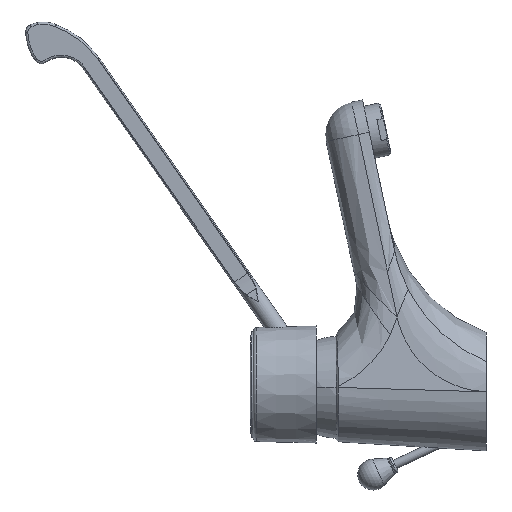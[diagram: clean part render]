
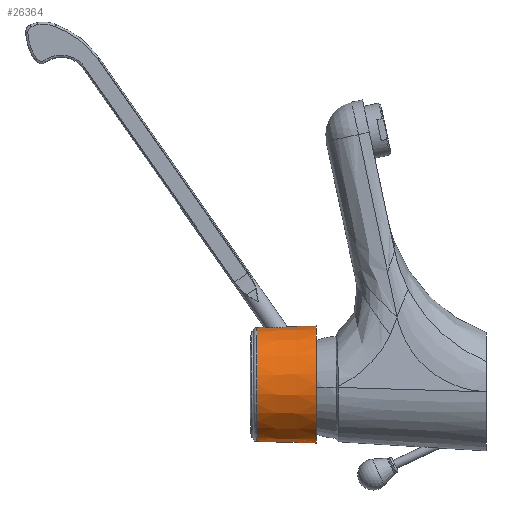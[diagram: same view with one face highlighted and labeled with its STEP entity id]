
A CAD part, left-side view. The second image highlights one B-rep face of the part: STEP entity #26364.
In plain terms, the highlighted conical face has half-angle 1.507 degrees and reference radius 26.144 mm.
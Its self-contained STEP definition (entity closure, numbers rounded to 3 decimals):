
#4536=CARTESIAN_POINT('',(0.,104.039,3.3));
#4537=DIRECTION('',(0.,1.,0.));
#4538=DIRECTION('',(0.,0.,-1.));
#4539=AXIS2_PLACEMENT_3D('',#4536,#4537,#4538);
#4541=CARTESIAN_POINT('',(0.,100.537,
29.181));
#4542=CARTESIAN_POINT('',(-0.069,100.537,
29.181));
#4543=CARTESIAN_POINT('',(-0.208,100.533,
29.18));
#4544=CARTESIAN_POINT('',(-0.416,100.513,
29.178));
#4545=CARTESIAN_POINT('',(-0.625,100.48,
29.175));
#4546=CARTESIAN_POINT('',(-0.832,100.434,
29.17));
#4547=CARTESIAN_POINT('',(-1.04,100.374,29.164));
#4548=CARTESIAN_POINT('',(-1.249,100.3,29.157));
#4549=CARTESIAN_POINT('',(-1.456,100.211,29.148));
#4550=CARTESIAN_POINT('',(-1.663,100.107,29.139));
#4551=CARTESIAN_POINT('',(-1.87,99.988,29.128));
#4552=CARTESIAN_POINT('',(-2.075,99.852,29.116));
#4553=CARTESIAN_POINT('',(-2.278,99.7,29.103));
#4554=CARTESIAN_POINT('',(-2.478,99.53,29.089));
#4555=CARTESIAN_POINT('',(-2.675,99.344,29.074));
#4556=CARTESIAN_POINT('',(-2.867,99.14,29.059));
#4557=CARTESIAN_POINT('',(-3.053,98.918,29.043));
#4558=CARTESIAN_POINT('',(-3.232,98.68,29.028));
#4559=CARTESIAN_POINT('',(-3.401,98.425,29.012));
#4560=CARTESIAN_POINT('',(-3.561,98.154,28.998));
#4561=CARTESIAN_POINT('',(-3.71,97.869,28.984));
#4562=CARTESIAN_POINT('',(-3.846,97.571,28.972));
#4563=CARTESIAN_POINT('',(-3.967,97.261,28.962));
#4564=CARTESIAN_POINT('',(-4.073,96.942,28.954));
#4565=CARTESIAN_POINT('',(-4.163,96.616,28.948));
#4566=CARTESIAN_POINT('',(-4.236,96.285,28.945));
#4567=CARTESIAN_POINT('',(-4.292,95.95,28.945));
#4568=CARTESIAN_POINT('',(-4.329,95.616,28.947));
#4569=CARTESIAN_POINT('',(-4.349,95.282,28.953));
#4570=CARTESIAN_POINT('',(-4.352,94.951,28.961));
#4571=CARTESIAN_POINT('',(-4.337,94.625,28.972));
#4572=CARTESIAN_POINT('',(-4.305,94.306,28.986));
#4573=CARTESIAN_POINT('',(-4.257,93.994,29.003));
#4574=CARTESIAN_POINT('',(-4.193,93.691,29.021));
#4575=CARTESIAN_POINT('',(-4.115,93.398,29.042));
#4576=CARTESIAN_POINT('',(-4.022,93.115,29.064));
#4577=CARTESIAN_POINT('',(-3.916,92.843,29.087));
#4578=CARTESIAN_POINT('',(-3.797,92.583,29.112));
#4579=CARTESIAN_POINT('',(-3.666,92.334,29.138));
#4580=CARTESIAN_POINT('',(-3.524,92.098,29.164));
#4581=CARTESIAN_POINT('',(-3.372,91.874,29.19));
#4582=CARTESIAN_POINT('',(-3.209,91.663,29.216));
#4583=CARTESIAN_POINT('',(-3.037,91.464,29.242));
#4584=CARTESIAN_POINT('',(-2.857,91.28,29.268));
#4585=CARTESIAN_POINT('',(-2.668,91.107,29.292));
#4586=CARTESIAN_POINT('',(-2.472,90.949,29.316));
#4587=CARTESIAN_POINT('',(-2.269,90.804,29.338));
#4588=CARTESIAN_POINT('',(-2.06,90.672,29.359));
#4589=CARTESIAN_POINT('',(-1.845,90.554,29.378));
#4590=CARTESIAN_POINT('',(-1.626,90.449,29.396));
#4591=CARTESIAN_POINT('',(-1.402,90.359,29.411));
#4592=CARTESIAN_POINT('',(-1.174,90.282,29.424));
#4593=CARTESIAN_POINT('',(-0.943,90.219,
29.435));
#4594=CARTESIAN_POINT('',(-0.71,90.17,
29.444));
#4595=CARTESIAN_POINT('',(-0.474,90.135,
29.45));
#4596=CARTESIAN_POINT('',(-0.237,90.114,
29.454));
#4597=CARTESIAN_POINT('',(-0.079,90.109,
29.455));
#4598=CARTESIAN_POINT('',(0.,90.109,
29.455));
#4600=CARTESIAN_POINT('',(0.,77.,3.3));
#4601=DIRECTION('',(0.,-1.,0.));
#4602=DIRECTION('',(0.,0.,1.));
#4603=AXIS2_PLACEMENT_3D('',#4600,#4601,#4602);
#4640=DIRECTION('',(0.,1.,0.026));
#4641=VECTOR('',#4640,27.049);
#4642=CARTESIAN_POINT('',(0.,77.,-23.2));
#4643=LINE('',#4642,#4641);
#4649=DIRECTION('',(0.,1.,-0.026));
#4650=VECTOR('',#4649,13.113);
#4651=CARTESIAN_POINT('',(0.,77.,29.8));
#4652=LINE('',#4651,#4650);
#4712=DIRECTION('',(0.,1.,-0.026));
#4713=VECTOR('',#4712,3.503);
#4714=CARTESIAN_POINT('',(0.,100.537,
29.181));
#4715=LINE('',#4714,#4713);
#19447=CARTESIAN_POINT('',(0.,90.109,
29.455));
#19448=VERTEX_POINT('',#19447);
#19449=CARTESIAN_POINT('',(0.,77.,29.8));
#19450=CARTESIAN_POINT('',(0.,77.,-23.2));
#19451=VERTEX_POINT('',#19449);
#19452=VERTEX_POINT('',#19450);
#19453=VERTEX_POINT('',#4541);
#19458=CARTESIAN_POINT('',(0.,104.039,
29.088));
#19459=CARTESIAN_POINT('',(0.,104.039,
-22.488));
#19460=VERTEX_POINT('',#19458);
#19461=VERTEX_POINT('',#19459);
#26346=CARTESIAN_POINT('',(0.,90.52,3.3));
#26347=DIRECTION('',(0.,-1.,0.));
#26348=DIRECTION('',(0.,0.,-1.));
#26349=AXIS2_PLACEMENT_3D('',#26346,#26347,#26348);
#26350=CONICAL_SURFACE('',#26349,26.144,1.507);
#26352=ORIENTED_EDGE('',*,*,#26351,.T.);
#26354=ORIENTED_EDGE('',*,*,#26353,.F.);
#26356=ORIENTED_EDGE('',*,*,#26355,.T.);
#26358=ORIENTED_EDGE('',*,*,#26357,.F.);
#26359=ORIENTED_EDGE('',*,*,#26327,.T.);
#26361=ORIENTED_EDGE('',*,*,#26360,.T.);
#26362=EDGE_LOOP('',(#26352,#26354,#26356,#26358,#26359,#26361));
#26363=FACE_OUTER_BOUND('',#26362,.F.);
#26364=ADVANCED_FACE('',(#26363),#26350,.T.);
#4540=CIRCLE('',#4539,25.788);
#4599=B_SPLINE_CURVE_WITH_KNOTS('',3,(#4541,#4542,#4543,#4544,#4545,#4546,#4547,
#4548,#4549,#4550,#4551,#4552,#4553,#4554,#4555,#4556,#4557,#4558,#4559,#4560,
#4561,#4562,#4563,#4564,#4565,#4566,#4567,#4568,#4569,#4570,#4571,#4572,#4573,
#4574,#4575,#4576,#4577,#4578,#4579,#4580,#4581,#4582,#4583,#4584,#4585,#4586,
#4587,#4588,#4589,#4590,#4591,#4592,#4593,#4594,#4595,#4596,#4597,#4598),
.UNSPECIFIED.,.F.,.F.,(4,1,1,1,1,1,1,1,1,1,1,1,1,1,1,1,1,1,1,1,1,1,1,1,1,1,1,1,
1,1,1,1,1,1,1,1,1,1,1,1,1,1,1,1,1,1,1,1,1,1,1,1,1,1,1,4),(0.,
0.018,0.036,0.055,0.073,
0.091,0.109,0.127,0.145,
0.164,0.182,0.2,0.218,0.236,
0.255,0.273,0.291,0.309,
0.327,0.345,0.364,0.382,0.4,
0.418,0.436,0.455,0.473,
0.491,0.509,0.527,0.545,
0.564,0.582,0.6,0.618,0.636,
0.655,0.673,0.691,0.709,
0.727,0.745,0.764,0.782,0.8,
0.818,0.836,0.855,0.873,
0.891,0.909,0.927,0.945,
0.964,0.982,1.),.UNSPECIFIED.);
#4604=CIRCLE('',#4603,26.5);
#26327=EDGE_CURVE('',#19451,#19452,#4604,.T.);
#26351=EDGE_CURVE('',#19461,#19460,#4540,.T.);
#26353=EDGE_CURVE('',#19453,#19460,#4715,.T.);
#26355=EDGE_CURVE('',#19453,#19448,#4599,.T.);
#26357=EDGE_CURVE('',#19451,#19448,#4652,.T.);
#26360=EDGE_CURVE('',#19452,#19461,#4643,.T.);
